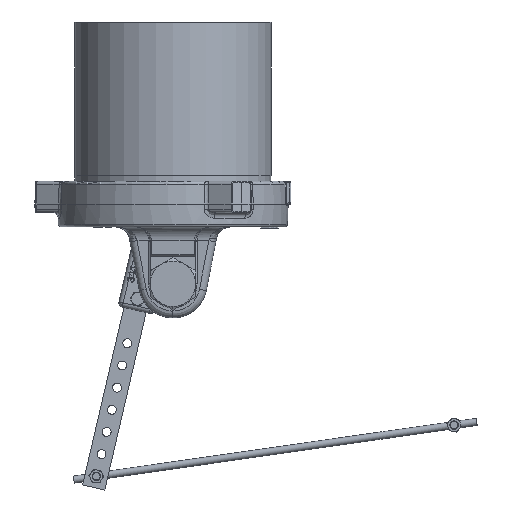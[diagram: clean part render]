
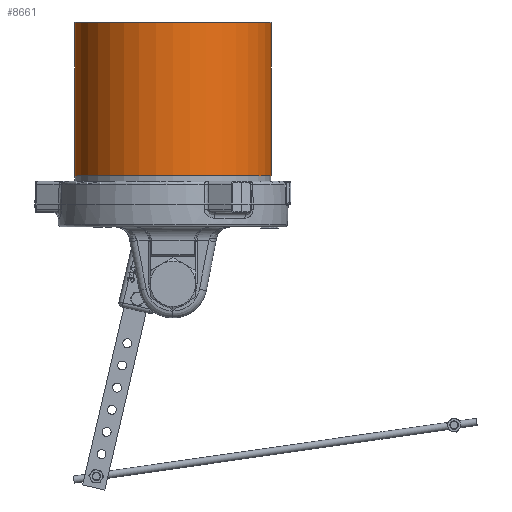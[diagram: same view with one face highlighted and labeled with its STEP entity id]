
A CAD part, left-side view. The second image highlights one B-rep face of the part: STEP entity #8661.
In plain terms, the highlighted cylindrical face has radius 109.537 mm (diameter 219.075 mm), a partial arc.
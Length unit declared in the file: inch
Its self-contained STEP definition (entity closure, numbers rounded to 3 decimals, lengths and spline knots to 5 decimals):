
#5405 = ORIENTED_EDGE ( 'NONE', *, *, #34153, .T. ) ;
#5835 = DIRECTION ( 'NONE',  ( 0., -1., 0. ) ) ;
#6707 = DIRECTION ( 'NONE',  ( 0., 0., 1. ) ) ;
#7469 = DIRECTION ( 'NONE',  ( 0., -1., 0. ) ) ;
#8661 = ADVANCED_FACE ( 'NONE', ( #36889 ), #48488, .T. ) ;
#15642 = AXIS2_PLACEMENT_3D ( 'NONE', #39978, #55354, #5835 ) ;
#17577 = DIRECTION ( 'NONE',  ( 0., 0., -1. ) ) ;
#17953 = ORIENTED_EDGE ( 'NONE', *, *, #28907, .T. ) ;
#20936 = CARTESIAN_POINT ( 'NONE',  ( 0., 4.3125, -0.032 ) ) ;
#21031 = VECTOR ( 'NONE', #31502, 39.37008 ) ;
#22358 = CARTESIAN_POINT ( 'NONE',  ( 0., 0., -0.032 ) ) ;
#22996 = CIRCLE ( 'NONE', #26340, 4.3125 ) ;
#26266 = VERTEX_POINT ( 'NONE', #58369 ) ;
#26340 = AXIS2_PLACEMENT_3D ( 'NONE', #47220, #27334, #7469 ) ;
#27334 = DIRECTION ( 'NONE',  ( 0., 0., 1. ) ) ;
#27734 = DIRECTION ( 'NONE',  ( 0., 1., 0. ) ) ;
#28907 = EDGE_CURVE ( 'NONE', #30557, #40792, #50491, .T. ) ;
#30557 = VERTEX_POINT ( 'NONE', #61493 ) ;
#31502 = DIRECTION ( 'NONE',  ( 0., 0., 1. ) ) ;
#33186 = VECTOR ( 'NONE', #6707, 39.37008 ) ;
#34153 = EDGE_CURVE ( 'NONE', #56841, #26266, #22996, .T. ) ;
#34196 = LINE ( 'NONE', #40778, #21031 ) ;
#36889 = FACE_OUTER_BOUND ( 'NONE', #47838, .T. ) ;
#37265 = AXIS2_PLACEMENT_3D ( 'NONE', #22358, #17577, #27734 ) ;
#38777 = ORIENTED_EDGE ( 'NONE', *, *, #61381, .T. ) ;
#39978 = CARTESIAN_POINT ( 'NONE',  ( 0., 0., -8.125 ) ) ;
#40778 = CARTESIAN_POINT ( 'NONE',  ( 0., 4.3125, -8.125 ) ) ;
#40792 = VERTEX_POINT ( 'NONE', #20936 ) ;
#43098 = ORIENTED_EDGE ( 'NONE', *, *, #45732, .F. ) ;
#45732 = EDGE_CURVE ( 'NONE', #56841, #40792, #34196, .T. ) ;
#47220 = CARTESIAN_POINT ( 'NONE',  ( 0., 0., -6.75 ) ) ;
#47838 = EDGE_LOOP ( 'NONE', ( #43098, #5405, #38777, #17953 ) ) ;
#47873 = LINE ( 'NONE', #55774, #33186 ) ;
#48488 = CYLINDRICAL_SURFACE ( 'NONE', #15642, 4.3125 ) ;
#50491 = CIRCLE ( 'NONE', #37265, 4.3125 ) ;
#55354 = DIRECTION ( 'NONE',  ( 0., 0., 1. ) ) ;
#55672 = CARTESIAN_POINT ( 'NONE',  ( 0., 4.3125, -6.75 ) ) ;
#55774 = CARTESIAN_POINT ( 'NONE',  ( 0., -4.3125, -8.125 ) ) ;
#56841 = VERTEX_POINT ( 'NONE', #55672 ) ;
#58369 = CARTESIAN_POINT ( 'NONE',  ( 0., -4.3125, -6.75 ) ) ;
#61381 = EDGE_CURVE ( 'NONE', #26266, #30557, #47873, .T. ) ;
#61493 = CARTESIAN_POINT ( 'NONE',  ( 0., -4.3125, -0.032 ) ) ;
